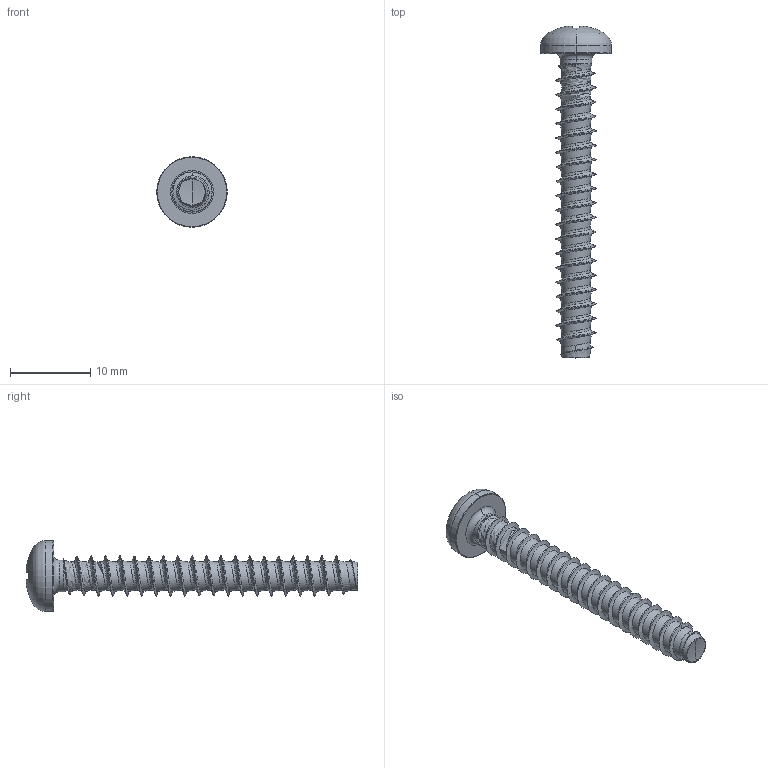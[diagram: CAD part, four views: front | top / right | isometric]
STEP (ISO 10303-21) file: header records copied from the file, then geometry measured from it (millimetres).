
FILE_DESCRIPTION (( 'STEP AP203' ), '1' );
FILE_NAME ('STP220500380.STEP', '2020-09-03T15:00:39', ( '' ), ( '' ), 'SwSTEP 2.0', 'SolidWorks 2015', '' );
FILE_SCHEMA (( 'CONFIG_CONTROL_DESIGN' ));
Length unit declared in the file: millimetre
Products named in the file (2): STP220500380
Bounding box: 8.8 x 41.44 x 8.8 mm (x, y, z)
Volume: 590.6 mm3; surface area: 898.2 mm2
Topology: 1 solids, 1 shells, 207 faces, 508 edges, 303 vertices
Faces by surface type: cylinder 66, bspline 55, plane 30, torus 28, sphere 20, cone 8
Entity records: 38342 total; most frequent: CARTESIAN_POINT 33919, ORIENTED_EDGE 1012, DIRECTION 776, EDGE_CURVE 506, AXIS2_PLACEMENT_3D 333, VERTEX_POINT 303, EDGE_LOOP 209, ADVANCED_FACE 207
